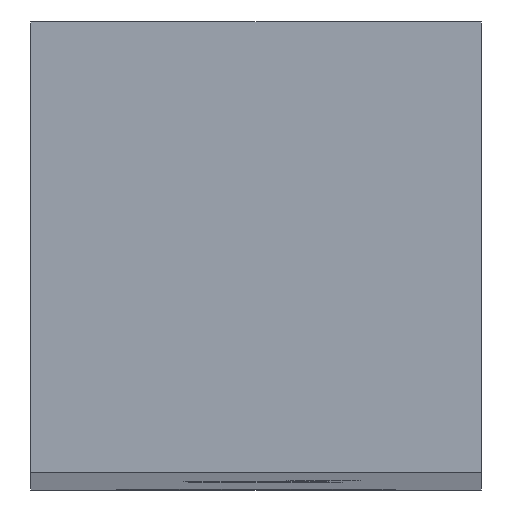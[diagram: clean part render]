
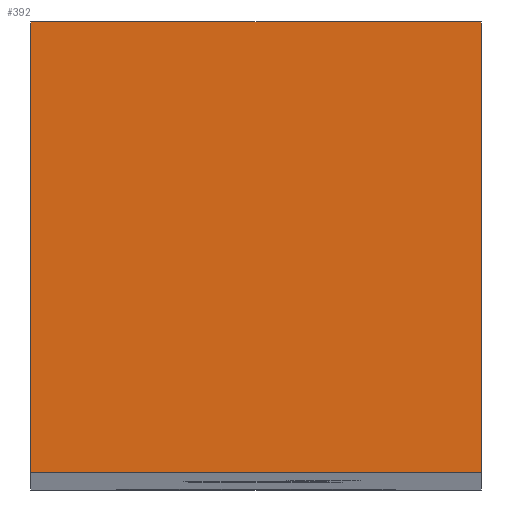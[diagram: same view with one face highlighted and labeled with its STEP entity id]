
A CAD part, top view. The second image highlights one B-rep face of the part: STEP entity #392.
In plain terms, the highlighted planar face has unit normal (0, 0, 1).
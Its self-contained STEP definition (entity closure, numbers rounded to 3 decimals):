
#29 = VECTOR ( 'NONE', #128, 1000. ) ;
#57 = ORIENTED_EDGE ( 'NONE', *, *, #317, .T. ) ;
#106 = VERTEX_POINT ( 'NONE', #431 ) ;
#110 = ORIENTED_EDGE ( 'NONE', *, *, #544, .T. ) ;
#118 = FACE_OUTER_BOUND ( 'NONE', #232, .T. ) ;
#128 = DIRECTION ( 'NONE',  ( 0., -1., 0. ) ) ;
#138 = ORIENTED_EDGE ( 'NONE', *, *, #493, .F. ) ;
#139 = VECTOR ( 'NONE', #367, 1000. ) ;
#158 = CARTESIAN_POINT ( 'NONE',  ( 20., 0., 225. ) ) ;
#168 = PLANE ( 'NONE',  #178 ) ;
#178 = AXIS2_PLACEMENT_3D ( 'NONE', #338, #251, #300 ) ;
#199 = VERTEX_POINT ( 'NONE', #364 ) ;
#232 = EDGE_LOOP ( 'NONE', ( #110, #252, #138, #57 ) ) ;
#251 = DIRECTION ( 'NONE',  ( 0., 0., -1. ) ) ;
#252 = ORIENTED_EDGE ( 'NONE', *, *, #566, .F. ) ;
#298 = CARTESIAN_POINT ( 'NONE',  ( 0., 20., 225. ) ) ;
#300 = DIRECTION ( 'NONE',  ( -1., 0., 0. ) ) ;
#306 = LINE ( 'NONE', #525, #468 ) ;
#317 = EDGE_CURVE ( 'NONE', #333, #106, #447, .T. ) ;
#333 = VERTEX_POINT ( 'NONE', #298 ) ;
#338 = CARTESIAN_POINT ( 'NONE',  ( 0., 20., 225. ) ) ;
#344 = DIRECTION ( 'NONE',  ( 1., 0., 0. ) ) ;
#364 = CARTESIAN_POINT ( 'NONE',  ( 20., 20., 225. ) ) ;
#367 = DIRECTION ( 'NONE',  ( 0., -1., 0. ) ) ;
#392 = ADVANCED_FACE ( 'NONE', ( #118 ), #168, .F. ) ;
#393 = CARTESIAN_POINT ( 'NONE',  ( 0., 0., 225. ) ) ;
#402 = CARTESIAN_POINT ( 'NONE',  ( 0., 20., 225. ) ) ;
#424 = VERTEX_POINT ( 'NONE', #158 ) ;
#429 = LINE ( 'NONE', #521, #29 ) ;
#431 = CARTESIAN_POINT ( 'NONE',  ( 0., 0., 225. ) ) ;
#438 = VECTOR ( 'NONE', #344, 1000. ) ;
#447 = LINE ( 'NONE', #402, #139 ) ;
#468 = VECTOR ( 'NONE', #480, 1000. ) ;
#480 = DIRECTION ( 'NONE',  ( 1., 0., 0. ) ) ;
#493 = EDGE_CURVE ( 'NONE', #333, #199, #306, .T. ) ;
#521 = CARTESIAN_POINT ( 'NONE',  ( 20., 20., 225. ) ) ;
#525 = CARTESIAN_POINT ( 'NONE',  ( 0., 20., 225. ) ) ;
#544 = EDGE_CURVE ( 'NONE', #106, #424, #559, .T. ) ;
#559 = LINE ( 'NONE', #393, #438 ) ;
#566 = EDGE_CURVE ( 'NONE', #199, #424, #429, .T. ) ;
